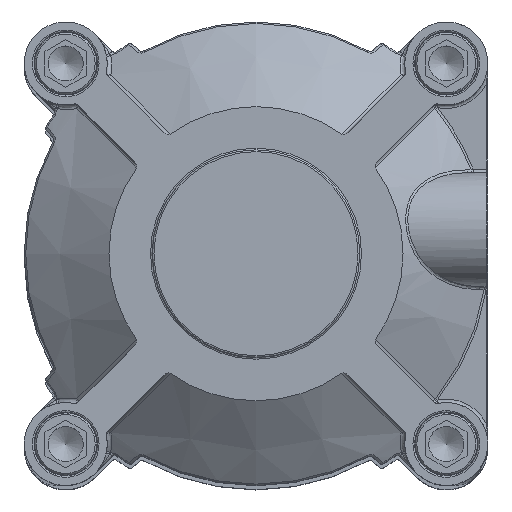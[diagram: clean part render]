
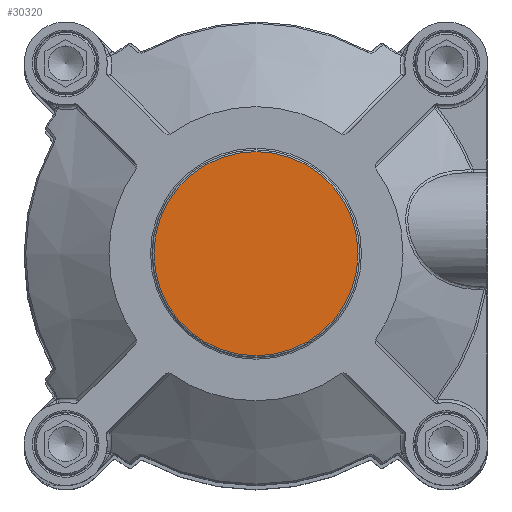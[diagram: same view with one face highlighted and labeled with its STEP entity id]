
A CAD part, top view. The second image highlights one B-rep face of the part: STEP entity #30320.
In plain terms, the highlighted face is planar.
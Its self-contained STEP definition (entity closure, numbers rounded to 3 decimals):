
#1745=PLANE('',#32405);
#9057=ORIENTED_EDGE('',*,*,#13262,.F.);
#13262=EDGE_CURVE('',#15686,#15686,#17011,.T.);
#15686=VERTEX_POINT('',#50755);
#17011=CIRCLE('',#32406,29.5);
#18488=EDGE_LOOP('',(#9057));
#20012=FACE_BOUND('',#18488,.T.);
#30320=ADVANCED_FACE('',(#20012),#1745,.F.);
#32405=AXIS2_PLACEMENT_3D('',#50753,#37290,#37291);
#32406=AXIS2_PLACEMENT_3D('',#50754,#37292,#37293);
#37290=DIRECTION('',(0.,0.,1.));
#37291=DIRECTION('',(0.,-1.,0.));
#37292=DIRECTION('',(0.,0.,1.));
#37293=DIRECTION('',(1.,0.,0.));
#50753=CARTESIAN_POINT('',(0.,49.167,-157.1));
#50754=CARTESIAN_POINT('',(0.,0.,
-157.1));
#50755=CARTESIAN_POINT('',(-29.5,0.,-157.1));
